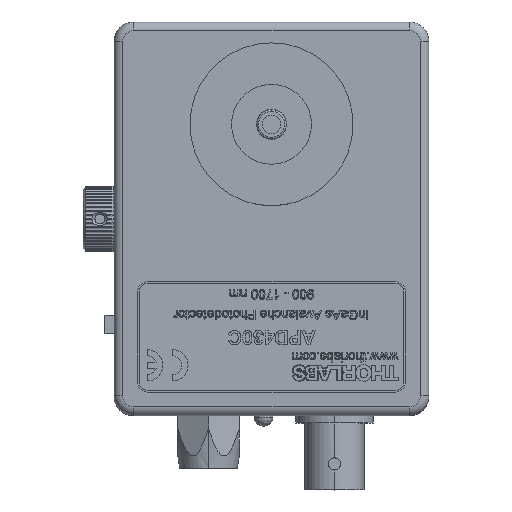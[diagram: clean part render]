
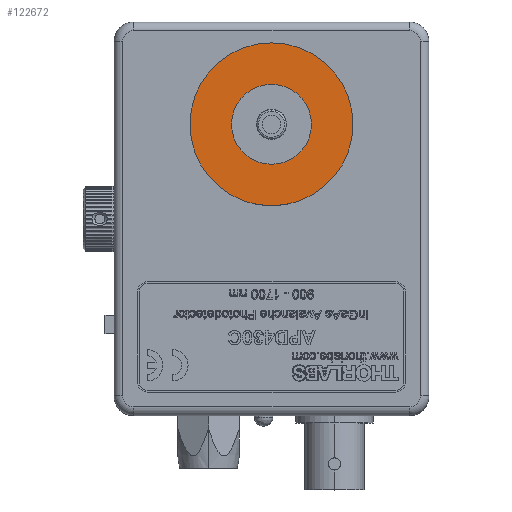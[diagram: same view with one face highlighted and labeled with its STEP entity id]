
A CAD part, top view. The second image highlights one B-rep face of the part: STEP entity #122672.
In plain terms, the highlighted planar face has unit normal (0, 0, 1).
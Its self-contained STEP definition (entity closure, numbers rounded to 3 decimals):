
#2374 = FACE_BOUND ( 'NONE', #73760, .T. ) ;
#5762 = FACE_OUTER_BOUND ( 'NONE', #123345, .T. ) ;
#6017 = CIRCLE ( 'NONE', #71096, 6.439 ) ;
#9962 = DIRECTION ( 'NONE',  ( 0., 0., 1. ) ) ;
#16679 = VERTEX_POINT ( 'NONE', #23828 ) ;
#23823 = AXIS2_PLACEMENT_3D ( 'NONE', #58021, #133045, #68766 ) ;
#23828 = CARTESIAN_POINT ( 'NONE',  ( 31.839, 46.99, 27.432 ) ) ;
#29980 = DIRECTION ( 'NONE',  ( 0., 0., 1. ) ) ;
#35634 = VERTEX_POINT ( 'NONE', #43606 ) ;
#39695 = DIRECTION ( 'NONE',  ( 0., 0., 1. ) ) ;
#43606 = CARTESIAN_POINT ( 'NONE',  ( 18.961, 46.99, 27.432 ) ) ;
#44156 = AXIS2_PLACEMENT_3D ( 'NONE', #104008, #39695, #114809 ) ;
#46783 = ORIENTED_EDGE ( 'NONE', *, *, #59547, .T. ) ;
#52097 = VERTEX_POINT ( 'NONE', #126982 ) ;
#58021 = CARTESIAN_POINT ( 'NONE',  ( 25.4, 46.99, 27.432 ) ) ;
#58859 = PLANE ( 'NONE',  #127676 ) ;
#59547 = EDGE_CURVE ( 'NONE', #52097, #124048, #87348, .T. ) ;
#62515 = CIRCLE ( 'NONE', #70878, 6.439 ) ;
#65879 = EDGE_CURVE ( 'NONE', #35634, #16679, #6017, .T. ) ;
#68766 = DIRECTION ( 'NONE',  ( 1., 0., 0. ) ) ;
#68877 = EDGE_CURVE ( 'NONE', #124048, #52097, #81349, .T. ) ;
#69608 = DIRECTION ( 'NONE',  ( 1., 0., 0. ) ) ;
#70878 = AXIS2_PLACEMENT_3D ( 'NONE', #94277, #29980, #105076 ) ;
#71096 = AXIS2_PLACEMENT_3D ( 'NONE', #74250, #9962, #85082 ) ;
#73760 = EDGE_LOOP ( 'NONE', ( #119371, #115486 ) ) ;
#74250 = CARTESIAN_POINT ( 'NONE',  ( 25.4, 46.99, 27.432 ) ) ;
#77383 = CARTESIAN_POINT ( 'NONE',  ( 12.256, 46.99, 27.432 ) ) ;
#81349 = CIRCLE ( 'NONE', #23823, 13.144 ) ;
#85082 = DIRECTION ( 'NONE',  ( 1., 0., 0. ) ) ;
#87348 = CIRCLE ( 'NONE', #44156, 13.144 ) ;
#88995 = ORIENTED_EDGE ( 'NONE', *, *, #68877, .T. ) ;
#94277 = CARTESIAN_POINT ( 'NONE',  ( 25.4, 46.99, 27.432 ) ) ;
#98389 = EDGE_CURVE ( 'NONE', #16679, #35634, #62515, .T. ) ;
#101523 = CARTESIAN_POINT ( 'NONE',  ( 25.4, 46.99, 27.432 ) ) ;
#104008 = CARTESIAN_POINT ( 'NONE',  ( 25.4, 46.99, 27.432 ) ) ;
#105076 = DIRECTION ( 'NONE',  ( 1., 0., 0. ) ) ;
#114809 = DIRECTION ( 'NONE',  ( 1., 0., 0. ) ) ;
#115486 = ORIENTED_EDGE ( 'NONE', *, *, #65879, .F. ) ;
#119371 = ORIENTED_EDGE ( 'NONE', *, *, #98389, .F. ) ;
#122672 = ADVANCED_FACE ( 'NONE', ( #2374, #5762 ), #58859, .T. ) ;
#123345 = EDGE_LOOP ( 'NONE', ( #88995, #46783 ) ) ;
#124048 = VERTEX_POINT ( 'NONE', #77383 ) ;
#126982 = CARTESIAN_POINT ( 'NONE',  ( 38.544, 46.99, 27.432 ) ) ;
#127676 = AXIS2_PLACEMENT_3D ( 'NONE', #101523, #133894, #69608 ) ;
#133045 = DIRECTION ( 'NONE',  ( 0., 0., 1. ) ) ;
#133894 = DIRECTION ( 'NONE',  ( 0., 0., 1. ) ) ;
